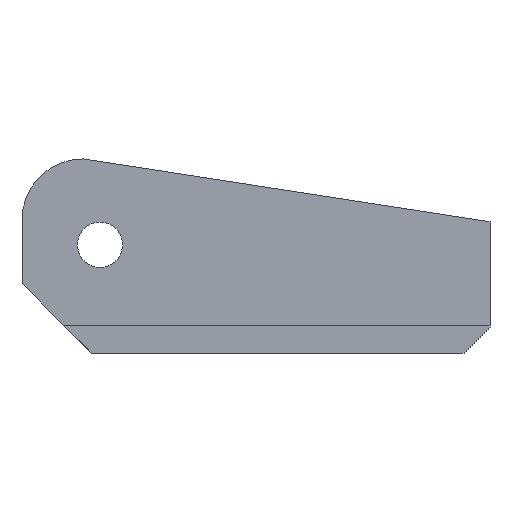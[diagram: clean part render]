
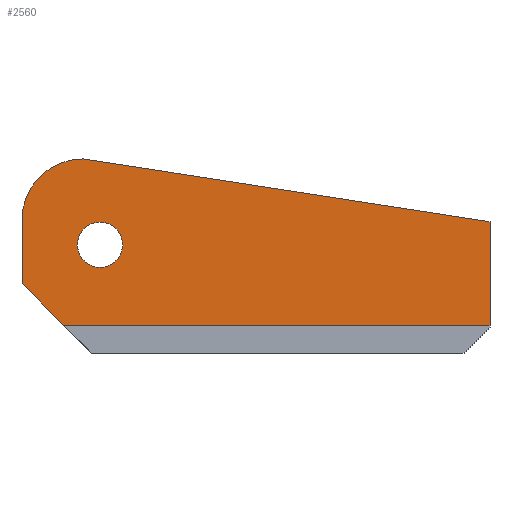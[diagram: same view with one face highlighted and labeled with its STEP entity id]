
A CAD part, left-side view. The second image highlights one B-rep face of the part: STEP entity #2560.
In plain terms, the highlighted planar face has unit normal (-1, 0, 0).
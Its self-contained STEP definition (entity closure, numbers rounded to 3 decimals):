
#238 = PLANE('',#239);
#239 = AXIS2_PLACEMENT_3D('',#240,#241,#242);
#240 = CARTESIAN_POINT('',(-26.4,23.,4.));
#241 = DIRECTION('',(0.,-0.707,0.707));
#242 = DIRECTION('',(-1.,-0.,-0.));
#757 = PLANE('',#758);
#758 = AXIS2_PLACEMENT_3D('',#759,#760,#761);
#759 = CARTESIAN_POINT('',(26.4,-27.,0.));
#760 = DIRECTION('',(0.,-1.,0.));
#761 = DIRECTION('',(-1.,0.,0.));
#785 = PLANE('',#786);
#786 = AXIS2_PLACEMENT_3D('',#787,#788,#789);
#787 = CARTESIAN_POINT('',(0.,0.,3.2));
#788 = DIRECTION('',(0.,0.,1.));
#789 = DIRECTION('',(1.,0.,0.));
#870 = EDGE_CURVE('',#871,#873,#875,.T.);
#871 = VERTEX_POINT('',#872);
#872 = CARTESIAN_POINT('',(-10.,27.,8.));
#873 = VERTEX_POINT('',#874);
#874 = CARTESIAN_POINT('',(-10.,22.2,3.2));
#875 = SURFACE_CURVE('',#876,(#880,#887),.PCURVE_S1.);
#876 = LINE('',#877,#878);
#877 = CARTESIAN_POINT('',(-10.,29.5,10.5));
#878 = VECTOR('',#879,1.);
#879 = DIRECTION('',(0.,-0.707,-0.707));
#880 = PCURVE('',#238,#881);
#881 = DEFINITIONAL_REPRESENTATION('',(#882),#886);
#882 = LINE('',#883,#884);
#883 = CARTESIAN_POINT('',(-16.4,-9.192));
#884 = VECTOR('',#885,1.);
#885 = DIRECTION('',(0.,1.));
#886 = ( GEOMETRIC_REPRESENTATION_CONTEXT(2) 
PARAMETRIC_REPRESENTATION_CONTEXT() REPRESENTATION_CONTEXT('2D SPACE',''
  ) );
#887 = PCURVE('',#888,#893);
#888 = PLANE('',#889);
#889 = AXIS2_PLACEMENT_3D('',#890,#891,#892);
#890 = CARTESIAN_POINT('',(-10.,30.,23.));
#891 = DIRECTION('',(-1.,0.,0.));
#892 = DIRECTION('',(0.,-1.,0.));
#893 = DEFINITIONAL_REPRESENTATION('',(#894),#898);
#894 = LINE('',#895,#896);
#895 = CARTESIAN_POINT('',(0.5,-12.5));
#896 = VECTOR('',#897,1.);
#897 = DIRECTION('',(0.707,-0.707));
#898 = ( GEOMETRIC_REPRESENTATION_CONTEXT(2) 
PARAMETRIC_REPRESENTATION_CONTEXT() REPRESENTATION_CONTEXT('2D SPACE',''
  ) );
#916 = PLANE('',#917);
#917 = AXIS2_PLACEMENT_3D('',#918,#919,#920);
#918 = CARTESIAN_POINT('',(-26.4,27.,0.));
#919 = DIRECTION('',(0.,1.,0.));
#920 = DIRECTION('',(1.,0.,0.));
#1116 = PLANE('',#1117);
#1117 = AXIS2_PLACEMENT_3D('',#1118,#1119,#1120);
#1118 = CARTESIAN_POINT('',(10.,36.75,25.));
#1119 = DIRECTION('',(0.,-0.153,0.988));
#1120 = DIRECTION('',(0.,-0.988,-0.153));
#1144 = PLANE('',#1145);
#1145 = AXIS2_PLACEMENT_3D('',#1146,#1147,#1148);
#1146 = CARTESIAN_POINT('',(0.,0.,22.4));
#1147 = DIRECTION('',(0.,0.,1.));
#1148 = DIRECTION('',(1.,0.,0.));
#1175 = CYLINDRICAL_SURFACE('',#1176,7.);
#1176 = AXIS2_PLACEMENT_3D('',#1177,#1178,#1179);
#1177 = CARTESIAN_POINT('',(-10.,20.,15.4));
#1178 = DIRECTION('',(1.,0.,0.));
#1179 = DIRECTION('',(0.,1.,0.));
#1210 = CYLINDRICAL_SURFACE('',#1211,2.615);
#1211 = AXIS2_PLACEMENT_3D('',#1212,#1213,#1214);
#1212 = CARTESIAN_POINT('',(10.,18.,12.5));
#1213 = DIRECTION('',(1.,0.,0.));
#1214 = DIRECTION('',(0.,1.,0.));
#2426 = VERTEX_POINT('',#2427);
#2427 = CARTESIAN_POINT('',(-10.,-27.,15.154));
#2448 = EDGE_CURVE('',#2426,#2449,#2451,.T.);
#2449 = VERTEX_POINT('',#2450);
#2450 = CARTESIAN_POINT('',(-10.,-27.,3.2));
#2451 = SURFACE_CURVE('',#2452,(#2456,#2463),.PCURVE_S1.);
#2452 = LINE('',#2453,#2454);
#2453 = CARTESIAN_POINT('',(-10.,-27.,11.5));
#2454 = VECTOR('',#2455,1.);
#2455 = DIRECTION('',(0.,0.,-1.));
#2456 = PCURVE('',#757,#2457);
#2457 = DEFINITIONAL_REPRESENTATION('',(#2458),#2462);
#2458 = LINE('',#2459,#2460);
#2459 = CARTESIAN_POINT('',(36.4,-11.5));
#2460 = VECTOR('',#2461,1.);
#2461 = DIRECTION('',(0.,1.));
#2462 = ( GEOMETRIC_REPRESENTATION_CONTEXT(2) 
PARAMETRIC_REPRESENTATION_CONTEXT() REPRESENTATION_CONTEXT('2D SPACE',''
  ) );
#2463 = PCURVE('',#888,#2464);
#2464 = DEFINITIONAL_REPRESENTATION('',(#2465),#2469);
#2465 = LINE('',#2466,#2467);
#2466 = CARTESIAN_POINT('',(57.,-11.5));
#2467 = VECTOR('',#2468,1.);
#2468 = DIRECTION('',(0.,-1.));
#2469 = ( GEOMETRIC_REPRESENTATION_CONTEXT(2) 
PARAMETRIC_REPRESENTATION_CONTEXT() REPRESENTATION_CONTEXT('2D SPACE',''
  ) );
#2525 = EDGE_CURVE('',#873,#2449,#2526,.T.);
#2526 = SURFACE_CURVE('',#2527,(#2531,#2538),.PCURVE_S1.);
#2527 = LINE('',#2528,#2529);
#2528 = CARTESIAN_POINT('',(-10.,30.,3.2));
#2529 = VECTOR('',#2530,1.);
#2530 = DIRECTION('',(0.,-1.,0.));
#2531 = PCURVE('',#785,#2532);
#2532 = DEFINITIONAL_REPRESENTATION('',(#2533),#2537);
#2533 = LINE('',#2534,#2535);
#2534 = CARTESIAN_POINT('',(-10.,30.));
#2535 = VECTOR('',#2536,1.);
#2536 = DIRECTION('',(0.,-1.));
#2537 = ( GEOMETRIC_REPRESENTATION_CONTEXT(2) 
PARAMETRIC_REPRESENTATION_CONTEXT() REPRESENTATION_CONTEXT('2D SPACE',''
  ) );
#2538 = PCURVE('',#888,#2539);
#2539 = DEFINITIONAL_REPRESENTATION('',(#2540),#2544);
#2540 = LINE('',#2541,#2542);
#2541 = CARTESIAN_POINT('',(0.,-19.8));
#2542 = VECTOR('',#2543,1.);
#2543 = DIRECTION('',(1.,0.));
#2544 = ( GEOMETRIC_REPRESENTATION_CONTEXT(2) 
PARAMETRIC_REPRESENTATION_CONTEXT() REPRESENTATION_CONTEXT('2D SPACE',''
  ) );
#2560 = ADVANCED_FACE('',(#2561,#2661),#888,.T.);
#2561 = FACE_BOUND('',#2562,.T.);
#2562 = EDGE_LOOP('',(#2563,#2586,#2587,#2588,#2589,#2612,#2635));
#2563 = ORIENTED_EDGE('',*,*,#2564,.F.);
#2564 = EDGE_CURVE('',#871,#2565,#2567,.T.);
#2565 = VERTEX_POINT('',#2566);
#2566 = CARTESIAN_POINT('',(-10.,27.,15.4));
#2567 = SURFACE_CURVE('',#2568,(#2572,#2579),.PCURVE_S1.);
#2568 = LINE('',#2569,#2570);
#2569 = CARTESIAN_POINT('',(-10.,27.,11.5));
#2570 = VECTOR('',#2571,1.);
#2571 = DIRECTION('',(0.,0.,1.));
#2572 = PCURVE('',#888,#2573);
#2573 = DEFINITIONAL_REPRESENTATION('',(#2574),#2578);
#2574 = LINE('',#2575,#2576);
#2575 = CARTESIAN_POINT('',(3.,-11.5));
#2576 = VECTOR('',#2577,1.);
#2577 = DIRECTION('',(0.,1.));
#2578 = ( GEOMETRIC_REPRESENTATION_CONTEXT(2) 
PARAMETRIC_REPRESENTATION_CONTEXT() REPRESENTATION_CONTEXT('2D SPACE',''
  ) );
#2579 = PCURVE('',#916,#2580);
#2580 = DEFINITIONAL_REPRESENTATION('',(#2581),#2585);
#2581 = LINE('',#2582,#2583);
#2582 = CARTESIAN_POINT('',(16.4,-11.5));
#2583 = VECTOR('',#2584,1.);
#2584 = DIRECTION('',(0.,-1.));
#2585 = ( GEOMETRIC_REPRESENTATION_CONTEXT(2) 
PARAMETRIC_REPRESENTATION_CONTEXT() REPRESENTATION_CONTEXT('2D SPACE',''
  ) );
#2586 = ORIENTED_EDGE('',*,*,#870,.T.);
#2587 = ORIENTED_EDGE('',*,*,#2525,.T.);
#2588 = ORIENTED_EDGE('',*,*,#2448,.F.);
#2589 = ORIENTED_EDGE('',*,*,#2590,.F.);
#2590 = EDGE_CURVE('',#2591,#2426,#2593,.T.);
#2591 = VERTEX_POINT('',#2592);
#2592 = CARTESIAN_POINT('',(-10.,19.915,22.4));
#2593 = SURFACE_CURVE('',#2594,(#2598,#2605),.PCURVE_S1.);
#2594 = LINE('',#2595,#2596);
#2595 = CARTESIAN_POINT('',(-10.,36.75,25.));
#2596 = VECTOR('',#2597,1.);
#2597 = DIRECTION('',(0.,-0.988,-0.153));
#2598 = PCURVE('',#888,#2599);
#2599 = DEFINITIONAL_REPRESENTATION('',(#2600),#2604);
#2600 = LINE('',#2601,#2602);
#2601 = CARTESIAN_POINT('',(-6.75,2.));
#2602 = VECTOR('',#2603,1.);
#2603 = DIRECTION('',(0.988,-0.153));
#2604 = ( GEOMETRIC_REPRESENTATION_CONTEXT(2) 
PARAMETRIC_REPRESENTATION_CONTEXT() REPRESENTATION_CONTEXT('2D SPACE',''
  ) );
#2605 = PCURVE('',#1116,#2606);
#2606 = DEFINITIONAL_REPRESENTATION('',(#2607),#2611);
#2607 = LINE('',#2608,#2609);
#2608 = CARTESIAN_POINT('',(0.,-20.));
#2609 = VECTOR('',#2610,1.);
#2610 = DIRECTION('',(1.,0.));
#2611 = ( GEOMETRIC_REPRESENTATION_CONTEXT(2) 
PARAMETRIC_REPRESENTATION_CONTEXT() REPRESENTATION_CONTEXT('2D SPACE',''
  ) );
#2612 = ORIENTED_EDGE('',*,*,#2613,.F.);
#2613 = EDGE_CURVE('',#2614,#2591,#2616,.T.);
#2614 = VERTEX_POINT('',#2615);
#2615 = CARTESIAN_POINT('',(-10.,20.,22.4));
#2616 = SURFACE_CURVE('',#2617,(#2621,#2628),.PCURVE_S1.);
#2617 = LINE('',#2618,#2619);
#2618 = CARTESIAN_POINT('',(-10.,15.,22.4));
#2619 = VECTOR('',#2620,1.);
#2620 = DIRECTION('',(0.,-1.,0.));
#2621 = PCURVE('',#888,#2622);
#2622 = DEFINITIONAL_REPRESENTATION('',(#2623),#2627);
#2623 = LINE('',#2624,#2625);
#2624 = CARTESIAN_POINT('',(15.,-0.6));
#2625 = VECTOR('',#2626,1.);
#2626 = DIRECTION('',(1.,0.));
#2627 = ( GEOMETRIC_REPRESENTATION_CONTEXT(2) 
PARAMETRIC_REPRESENTATION_CONTEXT() REPRESENTATION_CONTEXT('2D SPACE',''
  ) );
#2628 = PCURVE('',#1144,#2629);
#2629 = DEFINITIONAL_REPRESENTATION('',(#2630),#2634);
#2630 = LINE('',#2631,#2632);
#2631 = CARTESIAN_POINT('',(-10.,15.));
#2632 = VECTOR('',#2633,1.);
#2633 = DIRECTION('',(0.,-1.));
#2634 = ( GEOMETRIC_REPRESENTATION_CONTEXT(2) 
PARAMETRIC_REPRESENTATION_CONTEXT() REPRESENTATION_CONTEXT('2D SPACE',''
  ) );
#2635 = ORIENTED_EDGE('',*,*,#2636,.F.);
#2636 = EDGE_CURVE('',#2565,#2614,#2637,.T.);
#2637 = SURFACE_CURVE('',#2638,(#2643,#2654),.PCURVE_S1.);
#2638 = CIRCLE('',#2639,7.);
#2639 = AXIS2_PLACEMENT_3D('',#2640,#2641,#2642);
#2640 = CARTESIAN_POINT('',(-10.,20.,15.4));
#2641 = DIRECTION('',(1.,0.,-0.));
#2642 = DIRECTION('',(0.,0.,1.));
#2643 = PCURVE('',#888,#2644);
#2644 = DEFINITIONAL_REPRESENTATION('',(#2645),#2653);
#2645 = ( BOUNDED_CURVE() B_SPLINE_CURVE(2,(#2646,#2647,#2648,#2649,
#2650,#2651,#2652),.UNSPECIFIED.,.T.,.F.) B_SPLINE_CURVE_WITH_KNOTS((1,2
    ,2,2,2,1),(-2.094,0.,2.094,4.189,
6.283,8.378),.UNSPECIFIED.) CURVE() 
GEOMETRIC_REPRESENTATION_ITEM() RATIONAL_B_SPLINE_CURVE((1.,0.5,1.,0.5,
1.,0.5,1.)) REPRESENTATION_ITEM('') );
#2646 = CARTESIAN_POINT('',(10.,-0.6));
#2647 = CARTESIAN_POINT('',(22.124,-0.6));
#2648 = CARTESIAN_POINT('',(16.062,-11.1));
#2649 = CARTESIAN_POINT('',(10.,-21.6));
#2650 = CARTESIAN_POINT('',(3.938,-11.1));
#2651 = CARTESIAN_POINT('',(-2.124,-0.6));
#2652 = CARTESIAN_POINT('',(10.,-0.6));
#2653 = ( GEOMETRIC_REPRESENTATION_CONTEXT(2) 
PARAMETRIC_REPRESENTATION_CONTEXT() REPRESENTATION_CONTEXT('2D SPACE',''
  ) );
#2654 = PCURVE('',#1175,#2655);
#2655 = DEFINITIONAL_REPRESENTATION('',(#2656),#2660);
#2656 = LINE('',#2657,#2658);
#2657 = CARTESIAN_POINT('',(-4.712,0.));
#2658 = VECTOR('',#2659,1.);
#2659 = DIRECTION('',(1.,0.));
#2660 = ( GEOMETRIC_REPRESENTATION_CONTEXT(2) 
PARAMETRIC_REPRESENTATION_CONTEXT() REPRESENTATION_CONTEXT('2D SPACE',''
  ) );
#2661 = FACE_BOUND('',#2662,.T.);
#2662 = EDGE_LOOP('',(#2663));
#2663 = ORIENTED_EDGE('',*,*,#2664,.T.);
#2664 = EDGE_CURVE('',#2665,#2665,#2667,.T.);
#2665 = VERTEX_POINT('',#2666);
#2666 = CARTESIAN_POINT('',(-10.,20.615,12.5));
#2667 = SURFACE_CURVE('',#2668,(#2673,#2684),.PCURVE_S1.);
#2668 = CIRCLE('',#2669,2.615);
#2669 = AXIS2_PLACEMENT_3D('',#2670,#2671,#2672);
#2670 = CARTESIAN_POINT('',(-10.,18.,12.5));
#2671 = DIRECTION('',(1.,0.,0.));
#2672 = DIRECTION('',(0.,1.,0.));
#2673 = PCURVE('',#888,#2674);
#2674 = DEFINITIONAL_REPRESENTATION('',(#2675),#2683);
#2675 = ( BOUNDED_CURVE() B_SPLINE_CURVE(2,(#2676,#2677,#2678,#2679,
#2680,#2681,#2682),.UNSPECIFIED.,.T.,.F.) B_SPLINE_CURVE_WITH_KNOTS((1,2
    ,2,2,2,1),(-2.094,0.,2.094,4.189,
6.283,8.378),.UNSPECIFIED.) CURVE() 
GEOMETRIC_REPRESENTATION_ITEM() RATIONAL_B_SPLINE_CURVE((1.,0.5,1.,0.5,
1.,0.5,1.)) REPRESENTATION_ITEM('') );
#2676 = CARTESIAN_POINT('',(9.385,-10.5));
#2677 = CARTESIAN_POINT('',(9.385,-5.971));
#2678 = CARTESIAN_POINT('',(13.308,-8.235));
#2679 = CARTESIAN_POINT('',(17.23,-10.5));
#2680 = CARTESIAN_POINT('',(13.308,-12.765));
#2681 = CARTESIAN_POINT('',(9.385,-15.029));
#2682 = CARTESIAN_POINT('',(9.385,-10.5));
#2683 = ( GEOMETRIC_REPRESENTATION_CONTEXT(2) 
PARAMETRIC_REPRESENTATION_CONTEXT() REPRESENTATION_CONTEXT('2D SPACE',''
  ) );
#2684 = PCURVE('',#1210,#2685);
#2685 = DEFINITIONAL_REPRESENTATION('',(#2686),#2690);
#2686 = LINE('',#2687,#2688);
#2687 = CARTESIAN_POINT('',(0.,-20.));
#2688 = VECTOR('',#2689,1.);
#2689 = DIRECTION('',(1.,0.));
#2690 = ( GEOMETRIC_REPRESENTATION_CONTEXT(2) 
PARAMETRIC_REPRESENTATION_CONTEXT() REPRESENTATION_CONTEXT('2D SPACE',''
  ) );
